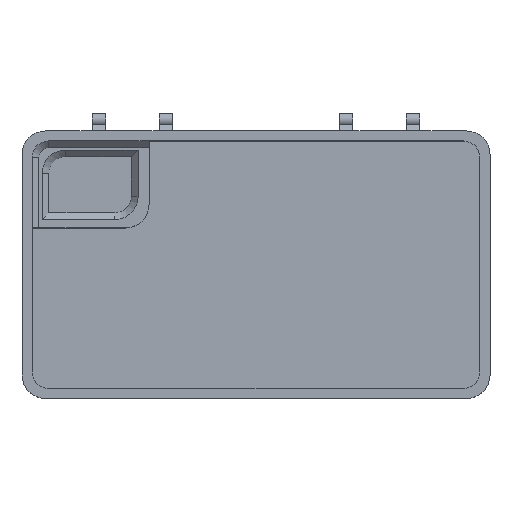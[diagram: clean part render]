
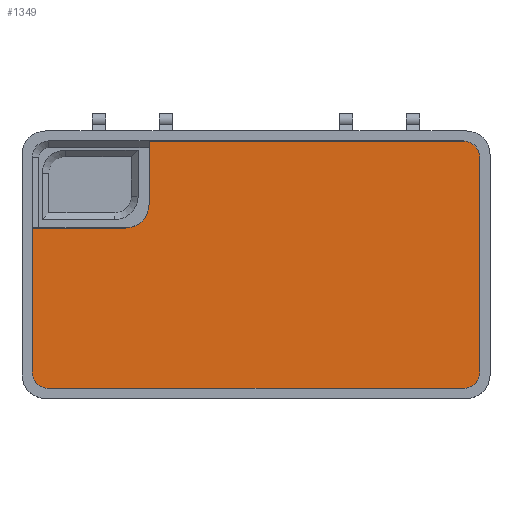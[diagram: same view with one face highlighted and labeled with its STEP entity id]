
A CAD part, top view. The second image highlights one B-rep face of the part: STEP entity #1349.
In plain terms, the highlighted planar face has unit normal (0, 0, 1).
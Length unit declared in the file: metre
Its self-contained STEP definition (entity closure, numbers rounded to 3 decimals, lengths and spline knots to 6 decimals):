
#34=CIRCLE('',#1443,0.007);
#35=CIRCLE('',#1444,0.005);
#36=CIRCLE('',#1445,0.005);
#37=CIRCLE('',#1446,0.005);
#80=ORIENTED_EDGE('',*,*,#472,.T.);
#81=ORIENTED_EDGE('',*,*,#473,.T.);
#82=ORIENTED_EDGE('',*,*,#474,.F.);
#83=ORIENTED_EDGE('',*,*,#475,.T.);
#84=ORIENTED_EDGE('',*,*,#471,.F.);
#85=ORIENTED_EDGE('',*,*,#476,.T.);
#86=ORIENTED_EDGE('',*,*,#477,.F.);
#87=ORIENTED_EDGE('',*,*,#478,.T.);
#88=ORIENTED_EDGE('',*,*,#479,.T.);
#89=ORIENTED_EDGE('',*,*,#480,.T.);
#471=EDGE_CURVE('',#667,#665,#793,.T.);
#472=EDGE_CURVE('',#668,#669,#794,.T.);
#473=EDGE_CURVE('',#669,#670,#795,.T.);
#474=EDGE_CURVE('',#671,#670,#34,.T.);
#475=EDGE_CURVE('',#671,#665,#796,.T.);
#476=EDGE_CURVE('',#667,#672,#35,.T.);
#477=EDGE_CURVE('',#673,#672,#797,.T.);
#478=EDGE_CURVE('',#673,#674,#36,.T.);
#479=EDGE_CURVE('',#674,#675,#798,.T.);
#480=EDGE_CURVE('',#675,#668,#37,.T.);
#665=VERTEX_POINT('',#1967);
#667=VERTEX_POINT('',#1971);
#668=VERTEX_POINT('',#1975);
#669=VERTEX_POINT('',#1976);
#670=VERTEX_POINT('',#1978);
#671=VERTEX_POINT('',#1980);
#672=VERTEX_POINT('',#1983);
#673=VERTEX_POINT('',#1985);
#674=VERTEX_POINT('',#1987);
#675=VERTEX_POINT('',#1989);
#793=LINE('',#1972,#947);
#794=LINE('',#1974,#948);
#795=LINE('',#1977,#949);
#796=LINE('',#1981,#950);
#797=LINE('',#1984,#951);
#798=LINE('',#1988,#952);
#947=VECTOR('',#1570,1.);
#948=VECTOR('',#1573,1.);
#949=VECTOR('',#1574,1.);
#950=VECTOR('',#1577,1.);
#951=VECTOR('',#1580,1.);
#952=VECTOR('',#1583,1.);
#1099=EDGE_LOOP('',(#80,#81,#82,#83,#84,#85,#86,#87,#88,#89));
#1195=FACE_BOUND('',#1099,.T.);
#1291=PLANE('',#1442);
#1349=ADVANCED_FACE('',(#1195),#1291,.T.);
#1442=AXIS2_PLACEMENT_3D('',#1973,#1571,#1572);
#1443=AXIS2_PLACEMENT_3D('',#1979,#1575,#1576);
#1444=AXIS2_PLACEMENT_3D('',#1982,#1578,#1579);
#1445=AXIS2_PLACEMENT_3D('',#1986,#1581,#1582);
#1446=AXIS2_PLACEMENT_3D('',#1990,#1584,#1585);
#1570=DIRECTION('',(0.,1.,0.));
#1571=DIRECTION('',(0.,0.,1.));
#1572=DIRECTION('',(1.,0.,0.));
#1573=DIRECTION('',(-1.,0.,0.));
#1574=DIRECTION('',(0.,-1.,0.));
#1575=DIRECTION('',(0.,0.,1.));
#1576=DIRECTION('',(1.,0.,0.));
#1577=DIRECTION('',(-1.,0.,0.));
#1578=DIRECTION('',(0.,0.,1.));
#1579=DIRECTION('',(1.,0.,0.));
#1580=DIRECTION('',(-1.,0.,0.));
#1581=DIRECTION('',(0.,0.,1.));
#1582=DIRECTION('',(1.,0.,0.));
#1583=DIRECTION('',(0.,1.,0.));
#1584=DIRECTION('',(0.,0.,1.));
#1585=DIRECTION('',(1.,0.,0.));
#1967=CARTESIAN_POINT('',(-0.067,0.011,0.003));
#1971=CARTESIAN_POINT('',(-0.067,-0.032,0.003));
#1972=CARTESIAN_POINT('',(-0.067,0.,0.003));
#1973=CARTESIAN_POINT('',(0.,0.,0.003));
#1974=CARTESIAN_POINT('',(0.,0.037,0.003));
#1975=CARTESIAN_POINT('',(0.062,0.037,0.003));
#1976=CARTESIAN_POINT('',(-0.032,0.037,0.003));
#1977=CARTESIAN_POINT('',(-0.032,0.0275,0.003));
#1978=CARTESIAN_POINT('',(-0.032,0.018,0.003));
#1979=CARTESIAN_POINT('',(-0.039,0.018,0.003));
#1980=CARTESIAN_POINT('',(-0.039,0.011,0.003));
#1981=CARTESIAN_POINT('',(-0.053,0.011,0.003));
#1982=CARTESIAN_POINT('',(-0.062,-0.032,0.003));
#1983=CARTESIAN_POINT('',(-0.062,-0.037,0.003));
#1984=CARTESIAN_POINT('',(0.,-0.037,0.003));
#1985=CARTESIAN_POINT('',(0.062,-0.037,0.003));
#1986=CARTESIAN_POINT('',(0.062,-0.032,0.003));
#1987=CARTESIAN_POINT('',(0.067,-0.032,0.003));
#1988=CARTESIAN_POINT('',(0.067,0.,0.003));
#1989=CARTESIAN_POINT('',(0.067,0.032,0.003));
#1990=CARTESIAN_POINT('',(0.062,0.032,0.003));
